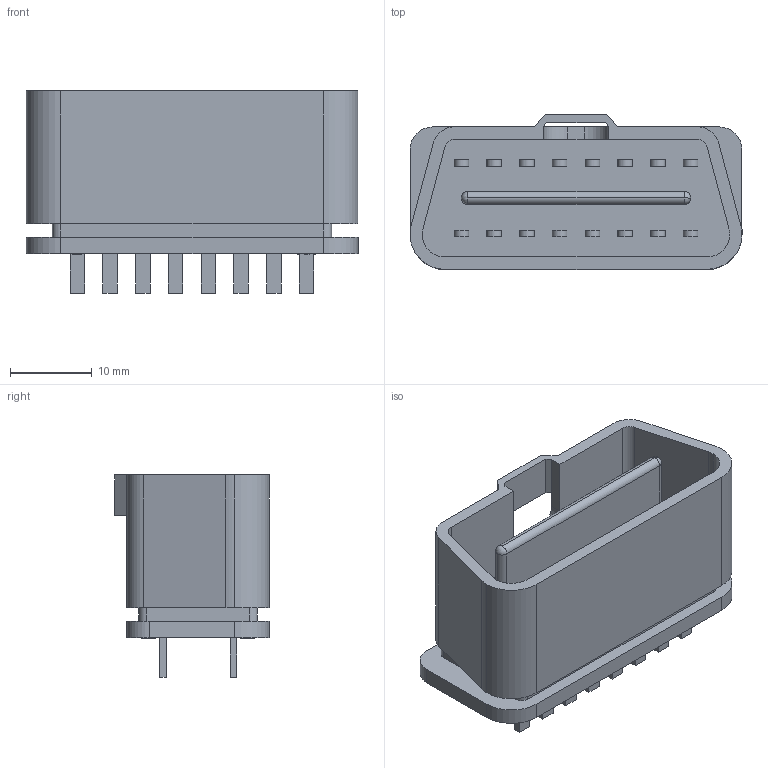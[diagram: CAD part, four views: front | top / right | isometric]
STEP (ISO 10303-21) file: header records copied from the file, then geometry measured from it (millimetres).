
FILE_DESCRIPTION (( 'STEP AP214' ), '1' );
FILE_NAME ('COMTECH_PG-002.STEP', '2015-05-11T19:01:14', ( '' ), ( '' ), 'SwSTEP 2.0', 'SolidWorks 2015', '' );
FILE_SCHEMA (( 'AUTOMOTIVE_DESIGN' ));
Length unit declared in the file: millimetre
Products named in the file (1): COMTECH_PG-002
Bounding box: 40.55 x 18.91 x 24.7 mm (x, y, z)
Volume: 6209.5 mm3; surface area: 7932 mm2
Topology: 3 solids, 3 shells, 313 faces, 882 edges, 583 vertices
Faces by surface type: plane 237, cylinder 41, bspline 32, sphere 3
Entity records: 11596 total; most frequent: CARTESIAN_POINT 3535, ORIENTED_EDGE 1756, DIRECTION 1462, EDGE_CURVE 878, VECTOR 730, LINE 730, VERTEX_POINT 583, AXIS2_PLACEMENT_3D 366
